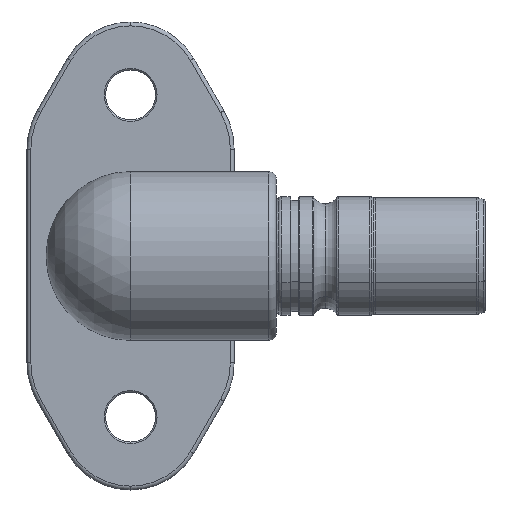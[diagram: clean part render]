
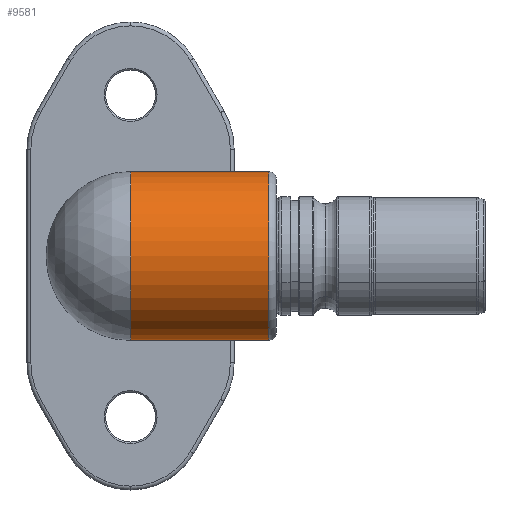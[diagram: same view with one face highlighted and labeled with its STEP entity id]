
A CAD part, left-side view. The second image highlights one B-rep face of the part: STEP entity #9581.
In plain terms, the highlighted cylindrical face has radius 11 mm (diameter 22 mm), a partial arc.
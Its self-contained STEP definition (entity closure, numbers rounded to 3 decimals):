
#92 = ORIENTED_EDGE ( 'NONE', *, *, #656, .T. ) ;
#192 = ORIENTED_EDGE ( 'NONE', *, *, #5838, .T. ) ;
#533 = CIRCLE ( 'NONE', #4563, 11. ) ;
#604 = DIRECTION ( 'NONE',  ( 0., 0., 1. ) ) ;
#656 = EDGE_CURVE ( 'NONE', #3489, #7248, #533, .T. ) ;
#808 = VERTEX_POINT ( 'NONE', #9031 ) ;
#838 = FACE_OUTER_BOUND ( 'NONE', #4826, .T. ) ;
#1340 = ORIENTED_EDGE ( 'NONE', *, *, #3206, .F. ) ;
#1574 = AXIS2_PLACEMENT_3D ( 'NONE', #7361, #7255, #4120 ) ;
#1780 = AXIS2_PLACEMENT_3D ( 'NONE', #6357, #3317, #6310 ) ;
#1799 = CARTESIAN_POINT ( 'NONE',  ( 90.234, 2.829, 11. ) ) ;
#2252 = DIRECTION ( 'NONE',  ( 0., 1., 0. ) ) ;
#2439 = VECTOR ( 'NONE', #2252, 1000. ) ;
#2600 = VECTOR ( 'NONE', #10349, 1000. ) ;
#2850 = CARTESIAN_POINT ( 'NONE',  ( 90.234, 28.029, 11. ) ) ;
#3162 = LINE ( 'NONE', #6198, #2600 ) ;
#3206 = EDGE_CURVE ( 'NONE', #6774, #7248, #3162, .T. ) ;
#3317 = DIRECTION ( 'NONE',  ( 0., 1., 0. ) ) ;
#3489 = VERTEX_POINT ( 'NONE', #2850 ) ;
#3863 = DIRECTION ( 'NONE',  ( 0., -1., 0. ) ) ;
#4120 = DIRECTION ( 'NONE',  ( 0., 0., 1. ) ) ;
#4563 = AXIS2_PLACEMENT_3D ( 'NONE', #8524, #3863, #604 ) ;
#4826 = EDGE_LOOP ( 'NONE', ( #192, #4857, #92, #1340 ) ) ;
#4857 = ORIENTED_EDGE ( 'NONE', *, *, #7792, .T. ) ;
#5838 = EDGE_CURVE ( 'NONE', #6774, #808, #6589, .T. ) ;
#5985 = CARTESIAN_POINT ( 'NONE',  ( 90.234, 10.029, -11. ) ) ;
#6198 = CARTESIAN_POINT ( 'NONE',  ( 90.234, 2.829, -11. ) ) ;
#6310 = DIRECTION ( 'NONE',  ( 0., 0., -1. ) ) ;
#6357 = CARTESIAN_POINT ( 'NONE',  ( 90.234, 2.829, 0. ) ) ;
#6589 = CIRCLE ( 'NONE', #1574, 11. ) ;
#6774 = VERTEX_POINT ( 'NONE', #5985 ) ;
#7248 = VERTEX_POINT ( 'NONE', #8316 ) ;
#7255 = DIRECTION ( 'NONE',  ( 0., 1., 0. ) ) ;
#7361 = CARTESIAN_POINT ( 'NONE',  ( 90.234, 10.029, 0. ) ) ;
#7792 = EDGE_CURVE ( 'NONE', #808, #3489, #8971, .T. ) ;
#8316 = CARTESIAN_POINT ( 'NONE',  ( 90.234, 28.029, -11. ) ) ;
#8524 = CARTESIAN_POINT ( 'NONE',  ( 90.234, 28.029, 0. ) ) ;
#8971 = LINE ( 'NONE', #1799, #2439 ) ;
#9031 = CARTESIAN_POINT ( 'NONE',  ( 90.234, 10.029, 11. ) ) ;
#9506 = CYLINDRICAL_SURFACE ( 'NONE', #1780, 11. ) ;
#9581 = ADVANCED_FACE ( 'NONE', ( #838 ), #9506, .T. ) ;
#10349 = DIRECTION ( 'NONE',  ( 0., 1., 0. ) ) ;
